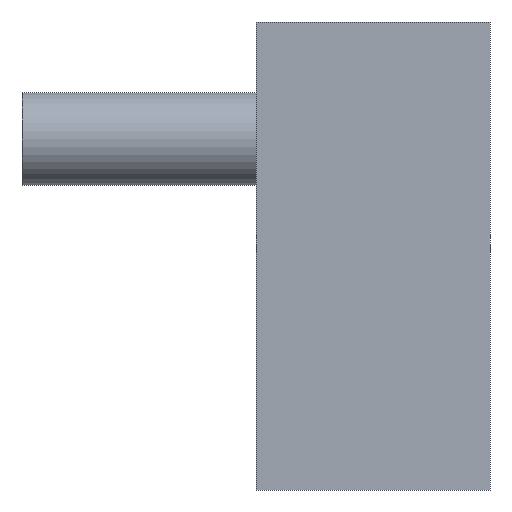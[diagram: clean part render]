
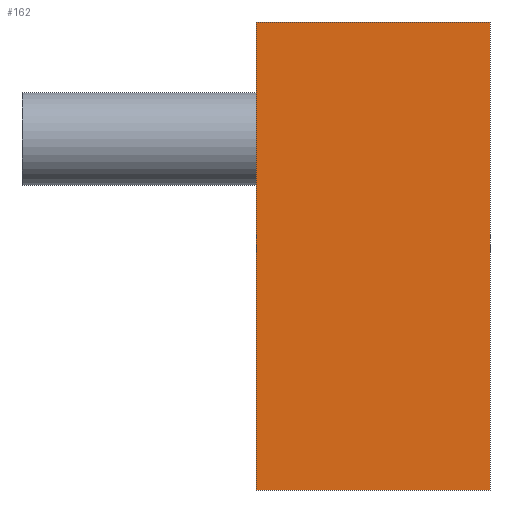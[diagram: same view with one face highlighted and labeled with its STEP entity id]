
A CAD part, front view. The second image highlights one B-rep face of the part: STEP entity #162.
In plain terms, the highlighted planar face has unit normal (0, -1, 0).
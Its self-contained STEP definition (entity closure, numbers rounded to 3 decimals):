
#1 = LINE ( 'NONE', #166, #260 ) ;
#3 = CARTESIAN_POINT ( 'NONE',  ( -50., 0., 100. ) ) ;
#31 = CARTESIAN_POINT ( 'NONE',  ( 0., 0., 100. ) ) ;
#32 = EDGE_CURVE ( 'NONE', #106, #197, #1, .T. ) ;
#33 = CARTESIAN_POINT ( 'NONE',  ( 0., 0., 0. ) ) ;
#64 = VECTOR ( 'NONE', #277, 1000. ) ;
#77 = AXIS2_PLACEMENT_3D ( 'NONE', #179, #345, #116 ) ;
#87 = DIRECTION ( 'NONE',  ( 0., 0., -1. ) ) ;
#106 = VERTEX_POINT ( 'NONE', #31 ) ;
#116 = DIRECTION ( 'NONE',  ( 0., 0., 1. ) ) ;
#125 = CARTESIAN_POINT ( 'NONE',  ( 0., 0., 0. ) ) ;
#134 = ORIENTED_EDGE ( 'NONE', *, *, #329, .T. ) ;
#135 = EDGE_CURVE ( 'NONE', #156, #301, #169, .T. ) ;
#142 = CARTESIAN_POINT ( 'NONE',  ( 0., 0., 100. ) ) ;
#146 = CARTESIAN_POINT ( 'NONE',  ( -50., 0., 100. ) ) ;
#155 = LINE ( 'NONE', #125, #208 ) ;
#156 = VERTEX_POINT ( 'NONE', #146 ) ;
#158 = ORIENTED_EDGE ( 'NONE', *, *, #32, .F. ) ;
#162 = ADVANCED_FACE ( 'NONE', ( #173 ), #259, .F. ) ;
#166 = CARTESIAN_POINT ( 'NONE',  ( 0., 0., 100. ) ) ;
#169 = LINE ( 'NONE', #3, #64 ) ;
#173 = FACE_OUTER_BOUND ( 'NONE', #274, .T. ) ;
#179 = CARTESIAN_POINT ( 'NONE',  ( 0., 0., 100. ) ) ;
#197 = VERTEX_POINT ( 'NONE', #33 ) ;
#204 = EDGE_CURVE ( 'NONE', #156, #106, #313, .T. ) ;
#208 = VECTOR ( 'NONE', #244, 1000. ) ;
#230 = DIRECTION ( 'NONE',  ( 1., 0., 0. ) ) ;
#241 = CARTESIAN_POINT ( 'NONE',  ( -50., 0., 0. ) ) ;
#244 = DIRECTION ( 'NONE',  ( 1., 0., 0. ) ) ;
#259 = PLANE ( 'NONE',  #77 ) ;
#260 = VECTOR ( 'NONE', #87, 1000. ) ;
#274 = EDGE_LOOP ( 'NONE', ( #134, #158, #336, #323 ) ) ;
#276 = VECTOR ( 'NONE', #230, 1000. ) ;
#277 = DIRECTION ( 'NONE',  ( 0., 0., -1. ) ) ;
#301 = VERTEX_POINT ( 'NONE', #241 ) ;
#313 = LINE ( 'NONE', #142, #276 ) ;
#323 = ORIENTED_EDGE ( 'NONE', *, *, #135, .T. ) ;
#329 = EDGE_CURVE ( 'NONE', #301, #197, #155, .T. ) ;
#336 = ORIENTED_EDGE ( 'NONE', *, *, #204, .F. ) ;
#345 = DIRECTION ( 'NONE',  ( 0., 1., 0. ) ) ;
